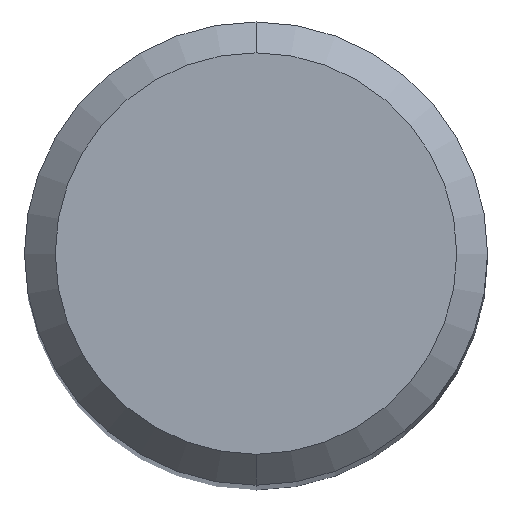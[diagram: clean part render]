
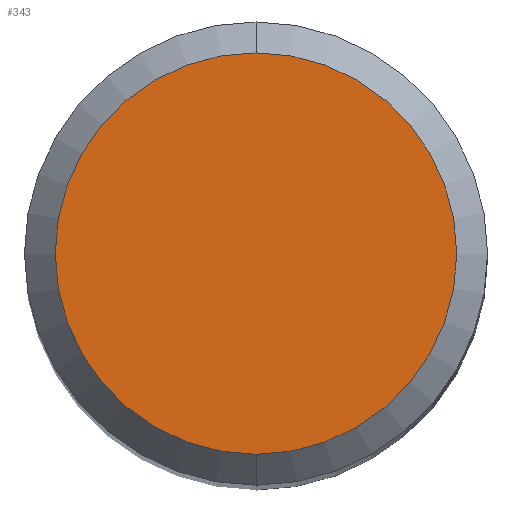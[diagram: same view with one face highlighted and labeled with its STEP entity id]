
A CAD part, top view. The second image highlights one B-rep face of the part: STEP entity #343.
In plain terms, the highlighted planar face has unit normal (0, 0, 1).
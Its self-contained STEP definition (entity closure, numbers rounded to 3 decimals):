
#215=EDGE_CURVE('',#393,#291,#577,.T.);
#291=VERTEX_POINT('',#658);
#343=ADVANCED_FACE('',(#714),#715,.T.);
#393=VERTEX_POINT('',#771);
#483=EDGE_CURVE('',#291,#393,#875,.T.);
#577=CIRCLE('',#970,2.6);
#658=CARTESIAN_POINT('',(0.0,2.6,0.0));
#714=FACE_OUTER_BOUND('',#1278,.T.);
#715=PLANE('',#1279);
#771=CARTESIAN_POINT('',(0.,-2.6,0.0));
#875=CIRCLE('',#1499,2.6);
#970=AXIS2_PLACEMENT_3D('',#1689,#1690,#1691);
#1278=EDGE_LOOP('',(#1809,#1810));
#1279=AXIS2_PLACEMENT_3D('',#1811,#1812,#1813);
#1499=AXIS2_PLACEMENT_3D('',#2026,#2027,#2028);
#1689=CARTESIAN_POINT('',(0.0,0.0,0.0));
#1690=DIRECTION('',(0.0,0.0,-1.0));
#1691=DIRECTION('',(0.0,1.0,0.0));
#1809=ORIENTED_EDGE('',*,*,#483,.F.);
#1810=ORIENTED_EDGE('',*,*,#215,.F.);
#1811=CARTESIAN_POINT('',(0.0,1.3,0.0));
#1812=DIRECTION('',(-0.0,0.0,1.0));
#1813=DIRECTION('',(0.0,-1.0,0.0));
#2026=CARTESIAN_POINT('',(0.0,0.0,0.0));
#2027=DIRECTION('',(0.0,0.0,-1.0));
#2028=DIRECTION('',(0.0,1.0,0.0));
